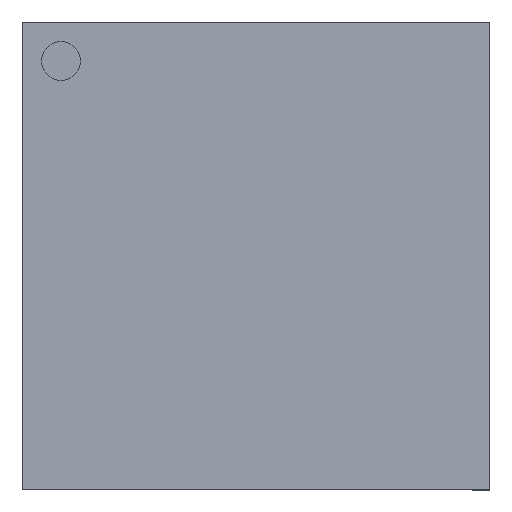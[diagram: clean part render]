
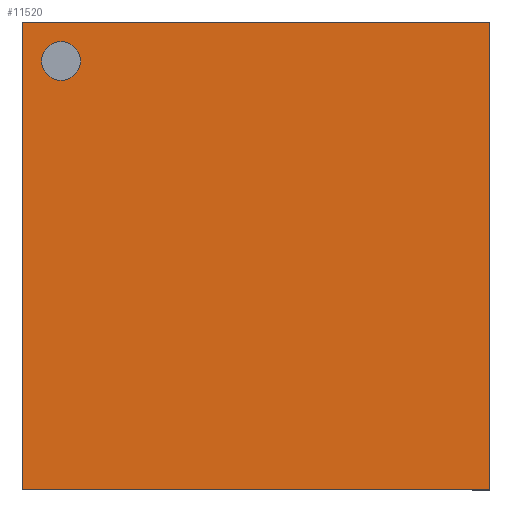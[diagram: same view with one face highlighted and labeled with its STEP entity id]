
A CAD part, top view. The second image highlights one B-rep face of the part: STEP entity #11520.
In plain terms, the highlighted planar face has unit normal (0, 0, 1).
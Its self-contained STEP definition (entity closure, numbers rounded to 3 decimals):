
#6116=CARTESIAN_POINT('',(-2.25,2.5,0.9));
#6117=VERTEX_POINT('',#6116);
#6126=CARTESIAN_POINT('',(-2.75,2.5,0.9));
#6127=VERTEX_POINT('',#6126);
#6128=CARTESIAN_POINT('',(-2.5,2.5,0.9));
#6129=DIRECTION('',(0.0,0.0,-1.0));
#6130=DIRECTION('',(1.0,0.0,0.0));
#6131=AXIS2_PLACEMENT_3D('',#6128,#6129,#6130);
#6132=CIRCLE('',#6131,0.25);
#6133=EDGE_CURVE('',#6127,#6117,#6132,.T.);
#6303=CARTESIAN_POINT('',(-2.5,2.5,0.9));
#6304=DIRECTION('',(0.0,0.0,-1.0));
#6305=DIRECTION('',(1.0,0.0,0.0));
#6306=AXIS2_PLACEMENT_3D('',#6303,#6304,#6305);
#6307=CIRCLE('',#6306,0.25);
#6308=EDGE_CURVE('',#6117,#6127,#6307,.T.);
#11109=CARTESIAN_POINT('',(-3.,3.,0.9));
#11110=VERTEX_POINT('',#11109);
#11117=CARTESIAN_POINT('',(3.,3.,0.9));
#11118=VERTEX_POINT('',#11117);
#11119=CARTESIAN_POINT('',(3.,3.,0.9));
#11120=DIRECTION('',(-1.0,0.0,0.0));
#11121=VECTOR('',#11120,6.0);
#11122=LINE('',#11119,#11121);
#11123=EDGE_CURVE('',#11118,#11110,#11122,.T.);
#11220=CARTESIAN_POINT('',(3.,-3.,0.9));
#11221=VERTEX_POINT('',#11220);
#11222=CARTESIAN_POINT('',(3.,-3.,0.9));
#11223=DIRECTION('',(0.0,1.0,0.0));
#11224=VECTOR('',#11223,6.0);
#11225=LINE('',#11222,#11224);
#11226=EDGE_CURVE('',#11221,#11118,#11225,.T.);
#11341=CARTESIAN_POINT('',(-3.,-3.,0.9));
#11342=VERTEX_POINT('',#11341);
#11343=CARTESIAN_POINT('',(-3.,-3.,0.9));
#11344=DIRECTION('',(1.0,0.0,0.0));
#11345=VECTOR('',#11344,6.0);
#11346=LINE('',#11343,#11345);
#11347=EDGE_CURVE('',#11342,#11221,#11346,.T.);
#11462=CARTESIAN_POINT('',(-3.,3.,0.9));
#11463=DIRECTION('',(0.0,-1.0,0.0));
#11464=VECTOR('',#11463,6.0);
#11465=LINE('',#11462,#11464);
#11466=EDGE_CURVE('',#11110,#11342,#11465,.T.);
#11505=CARTESIAN_POINT('',(0.0,0.0,0.9));
#11506=DIRECTION('',(0.0,0.0,1.0));
#11507=DIRECTION('',(0.0,-1.0,0.0));
#11508=AXIS2_PLACEMENT_3D('',#11505,#11506,#11507);
#11509=PLANE('',#11508);
#11510=ORIENTED_EDGE('',*,*,#11347,.T.);
#11511=ORIENTED_EDGE('',*,*,#11226,.T.);
#11512=ORIENTED_EDGE('',*,*,#11123,.T.);
#11513=ORIENTED_EDGE('',*,*,#11466,.T.);
#11514=EDGE_LOOP('',(#11510,#11511,#11512,#11513));
#11515=FACE_OUTER_BOUND('',#11514,.T.);
#11516=ORIENTED_EDGE('',*,*,#6308,.T.);
#11517=ORIENTED_EDGE('',*,*,#6133,.T.);
#11518=EDGE_LOOP('',(#11516,#11517));
#11519=FACE_BOUND('',#11518,.T.);
#11520=ADVANCED_FACE('',(#11515,#11519),#11509,.T.);
